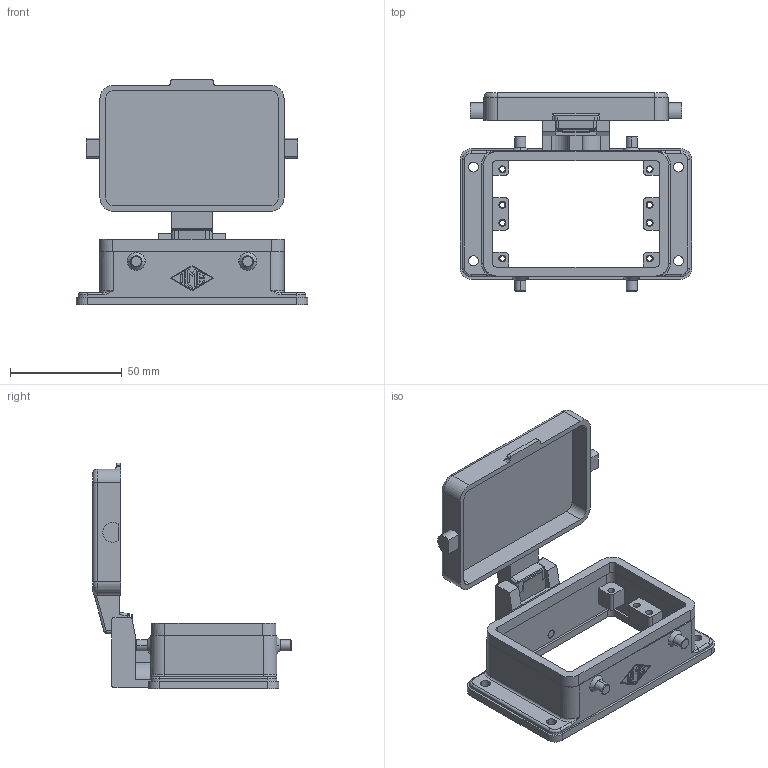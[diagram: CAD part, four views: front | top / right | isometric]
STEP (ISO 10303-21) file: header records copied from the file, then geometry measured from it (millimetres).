
FILE_DESCRIPTION(('Creo Elements/Direct Modeling STEP Export'),'2;1');
FILE_NAME('0ln7tug4iv5gguc2144','2018-05-30T11:02:07',(''),(''),'PTC Creo Elements/Direct Modeling STEP processor for AP214 (Solid Model)','PTC Creo Elements/Direct Modeling 19.0E 27-Jun-2016 (C) Parametric Technology GmbH','');
FILE_SCHEMA(('AUTOMOTIVE_DESIGN { 1 0 10303 214 1 1 1 1 }'));
Length unit declared in the file: millimetre
Products named in the file (1): CHI_50_CS
Bounding box: 104 x 89 x 101.25 mm (x, y, z)
Volume: 69328.7 mm3; surface area: 43163.9 mm2
Topology: 1 solids, 1 shells, 386 faces, 1016 edges, 653 vertices
Faces by surface type: plane 184, cylinder 156, cone 18, torus 14, bspline 10, sphere 4
Entity records: 12284 total; most frequent: CARTESIAN_POINT 2803, ORIENTED_EDGE 2016, DIRECTION 1929, EDGE_CURVE 1008, AXIS2_PLACEMENT_3D 659, VERTEX_POINT 653, VECTOR 611, LINE 611
